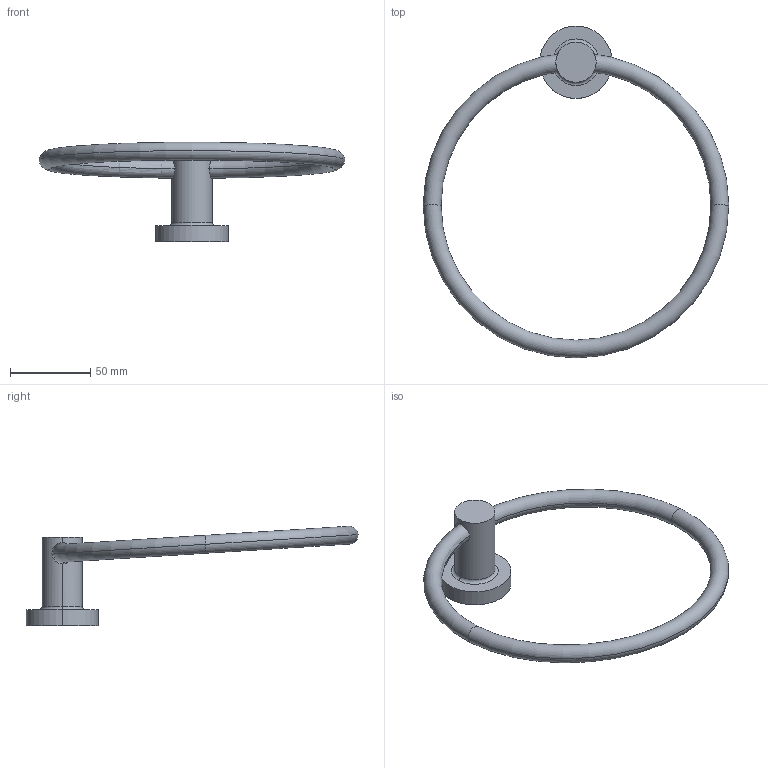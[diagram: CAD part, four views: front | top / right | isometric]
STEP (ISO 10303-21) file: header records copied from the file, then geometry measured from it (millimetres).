
FILE_DESCRIPTION (( 'STEP AP214' ), '1' );
FILE_NAME ('SUSSEX_SCALA_SGTR_guest_towel_ring_shell.STEP', '2021-05-12T23:24:16', ( '' ), ( '' ), 'SwSTEP 2.0', 'SolidWorks 2020', '' );
FILE_SCHEMA (( 'AUTOMOTIVE_DESIGN' ));
Length unit declared in the file: millimetre
Products named in the file (1): SUSSEX_SCALA_SGTR_guest_towel_ring_shell
Bounding box: 190 x 206.41 x 61.82 mm (x, y, z)
Volume: 61803.3 mm3; surface area: 42128.5 mm2
Topology: 2 solids, 3 shells, 39 faces, 80 edges, 47 vertices
Faces by surface type: torus 14, cylinder 10, plane 9, cone 6
Entity records: 1917 total; most frequent: CARTESIAN_POINT 619, DIRECTION 194, ORIENTED_EDGE 156, AXIS2_PLACEMENT_3D 88, EDGE_CURVE 78, CIRCLE 48, VERTEX_POINT 47, EDGE_LOOP 45
